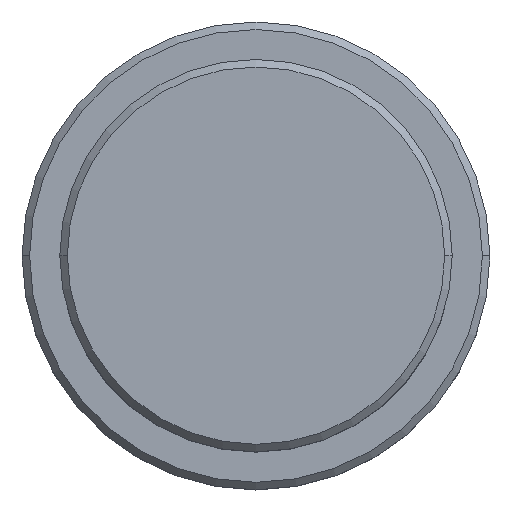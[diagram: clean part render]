
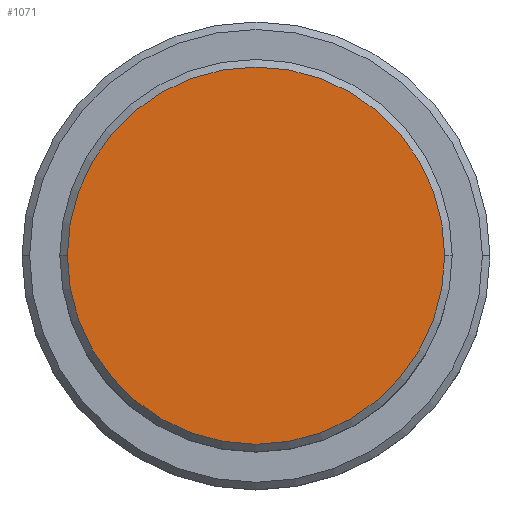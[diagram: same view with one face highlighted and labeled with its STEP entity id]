
A CAD part, top view. The second image highlights one B-rep face of the part: STEP entity #1071.
In plain terms, the highlighted planar face has unit normal (0, 0, 1).
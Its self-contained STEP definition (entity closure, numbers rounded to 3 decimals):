
#12 = DIRECTION ( 'NONE',  ( 1., 0., 0. ) ) ;
#38 = AXIS2_PLACEMENT_3D ( 'NONE', #642, #299, #738 ) ;
#66 = CARTESIAN_POINT ( 'NONE',  ( -12.5, 0., 0. ) ) ;
#159 = DIRECTION ( 'NONE',  ( 1., 0., 0. ) ) ;
#161 = CIRCLE ( 'NONE', #1338, 12.5 ) ;
#285 = EDGE_LOOP ( 'NONE', ( #856, #551 ) ) ;
#299 = DIRECTION ( 'NONE',  ( 0., 0., 1. ) ) ;
#371 = CARTESIAN_POINT ( 'NONE',  ( 0., 0., 0. ) ) ;
#401 = PLANE ( 'NONE',  #38 ) ;
#440 = CARTESIAN_POINT ( 'NONE',  ( 0., 0., 0. ) ) ;
#551 = ORIENTED_EDGE ( 'NONE', *, *, #1233, .T. ) ;
#566 = AXIS2_PLACEMENT_3D ( 'NONE', #371, #804, #159 ) ;
#642 = CARTESIAN_POINT ( 'NONE',  ( 0., 0., 0. ) ) ;
#722 = VERTEX_POINT ( 'NONE', #66 ) ;
#738 = DIRECTION ( 'NONE',  ( 1., 0., 0. ) ) ;
#762 = EDGE_CURVE ( 'NONE', #722, #1221, #1072, .T. ) ;
#804 = DIRECTION ( 'NONE',  ( 0., 0., 1. ) ) ;
#856 = ORIENTED_EDGE ( 'NONE', *, *, #762, .T. ) ;
#887 = CARTESIAN_POINT ( 'NONE',  ( 12.5, 0., 0. ) ) ;
#1071 = ADVANCED_FACE ( 'NONE', ( #1394 ), #401, .T. ) ;
#1072 = CIRCLE ( 'NONE', #566, 12.5 ) ;
#1100 = DIRECTION ( 'NONE',  ( 0., 0., 1. ) ) ;
#1221 = VERTEX_POINT ( 'NONE', #887 ) ;
#1233 = EDGE_CURVE ( 'NONE', #1221, #722, #161, .T. ) ;
#1338 = AXIS2_PLACEMENT_3D ( 'NONE', #440, #1100, #12 ) ;
#1394 = FACE_OUTER_BOUND ( 'NONE', #285, .T. ) ;
